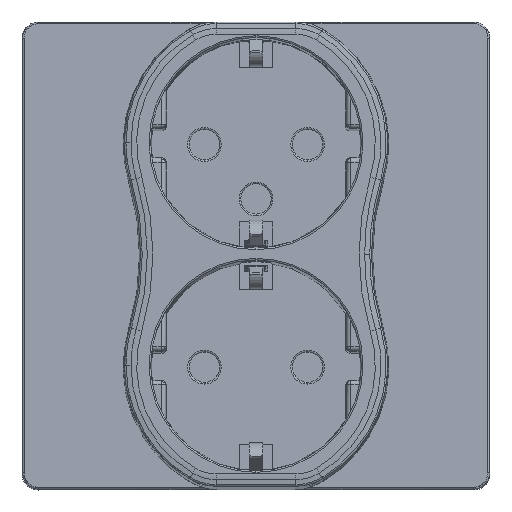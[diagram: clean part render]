
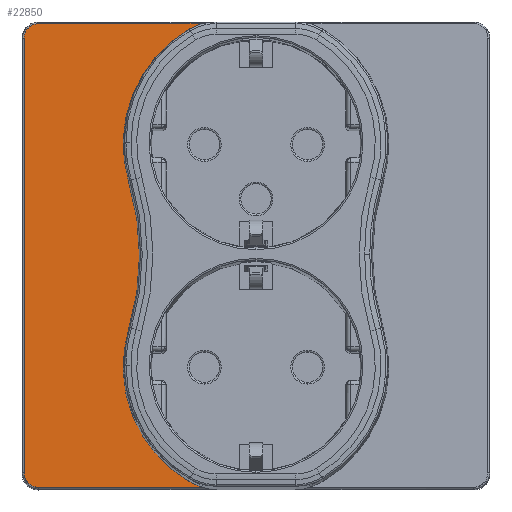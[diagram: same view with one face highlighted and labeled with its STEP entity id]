
A CAD part, top view. The second image highlights one B-rep face of the part: STEP entity #22850.
In plain terms, the highlighted planar face has unit normal (0, 0.018, 1).
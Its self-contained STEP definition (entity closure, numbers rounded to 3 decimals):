
#58 = CARTESIAN_POINT ( 'NONE',  ( -41.357, -42.16, 11.238 ) ) ;
#1112 = CARTESIAN_POINT ( 'NONE',  ( -40.702, 42.792, 9.755 ) ) ;
#1511 = DIRECTION ( 'NONE',  ( 0., -1., 0.017 ) ) ;
#1688 = CARTESIAN_POINT ( 'NONE',  ( -40.184, 42.882, 9.753 ) ) ;
#1713 = VERTEX_POINT ( 'NONE', #31705 ) ;
#2267 = CARTESIAN_POINT ( 'NONE',  ( -42.152, 41.829, 9.771 ) ) ;
#2448 = CARTESIAN_POINT ( 'NONE',  ( -42.564, -40.681, 11.212 ) ) ;
#2834 = CARTESIAN_POINT ( 'NONE',  ( -41.652, -41.963, 11.234 ) ) ;
#3813 = ORIENTED_EDGE ( 'NONE', *, *, #35857, .T. ) ;
#4103 = CARTESIAN_POINT ( 'NONE',  ( -40.446, 42.856, 9.754 ) ) ;
#4145 = CARTESIAN_POINT ( 'NONE',  ( -7.348, 33.178, 9.922 ) ) ;
#5247 = CARTESIAN_POINT ( 'NONE',  ( -42.705, 40.183, 9.8 ) ) ;
#5423 = CARTESIAN_POINT ( 'NONE',  ( -42.534, -40.766, 11.213 ) ) ;
#5458 = CARTESIAN_POINT ( 'NONE',  ( -9.571, 42.882, 9.753 ) ) ;
#5483 = VECTOR ( 'NONE', #1511, 1000. ) ;
#7010 = PLANE ( 'NONE',  #12170 ) ;
#7332 = DIRECTION ( 'NONE',  ( 0., -0.017, -1. ) ) ;
#7742 = CARTESIAN_POINT ( 'NONE',  ( -42.705, 40.183, 9.8 ) ) ;
#7836 = CARTESIAN_POINT ( 'NONE',  ( -41.364, 42.542, 9.759 ) ) ;
#8219 = CARTESIAN_POINT ( 'NONE',  ( -42.705, -39.994, 11.2 ) ) ;
#8247 = VERTEX_POINT ( 'NONE', #7742 ) ;
#8619 = CARTESIAN_POINT ( 'NONE',  ( -40.006, -42.515, 11.244 ) ) ;
#9096 = CIRCLE ( 'NONE', #19868, 24.456 ) ;
#9251 = CIRCLE ( 'NONE', #32121, 9.956 ) ;
#9863 = EDGE_CURVE ( 'NONE', #29159, #8247, #16526, .T. ) ;
#10103 = CARTESIAN_POINT ( 'NONE',  ( -40.006, 42.882, 9.753 ) ) ;
#11132 = CARTESIAN_POINT ( 'NONE',  ( -68.498, 0.183, 10.498 ) ) ;
#11446 = CARTESIAN_POINT ( 'NONE',  ( -41.664, 42.341, 9.763 ) ) ;
#12170 = AXIS2_PLACEMENT_3D ( 'NONE', #37479, #28171, #16547 ) ;
#13382 = LINE ( 'NONE', #31346, #35696 ) ;
#13799 = ORIENTED_EDGE ( 'NONE', *, *, #34697, .T. ) ;
#14557 = DIRECTION ( 'NONE',  ( 0., 1., -0.017 ) ) ;
#14578 = CARTESIAN_POINT ( 'NONE',  ( -41.789, -41.85, 11.232 ) ) ;
#14976 = CARTESIAN_POINT ( 'NONE',  ( -42.615, -40.512, 11.209 ) ) ;
#15168 = CARTESIAN_POINT ( 'NONE',  ( -42.164, -41.475, 11.226 ) ) ;
#15406 = CIRCLE ( 'NONE', #22433, 9.956 ) ;
#15445 = VERTEX_POINT ( 'NONE', #19442 ) ;
#15996 = CARTESIAN_POINT ( 'NONE',  ( -9.571, -42.515, 11.244 ) ) ;
#16002 = DIRECTION ( 'NONE',  ( 0., 1., -0.017 ) ) ;
#16526 = B_SPLINE_CURVE_WITH_KNOTS ( 'NONE', 3,
 ( #10103, #1688, #4103, #1112, #22618, #19992, #7836, #11446, #26190, #2267, #23199, #38513, #23587, #20589, #5247 ),
 .UNSPECIFIED., .F., .F.,
 ( 4, 1, 2, 2, 2, 2, 2, 4 ),
 ( 0., 0.125, 0.187, 0.25, 0.5, 0.625, 0.75, 1. ),
 .UNSPECIFIED. ) ;
#16547 = DIRECTION ( 'NONE',  ( 0., -1., 0.017 ) ) ;
#16636 = DIRECTION ( 'NONE',  ( 0., 1., -0.017 ) ) ;
#16882 = AXIS2_PLACEMENT_3D ( 'NONE', #11132, #7332, #23286 ) ;
#16991 = ORIENTED_EDGE ( 'NONE', *, *, #29109, .F. ) ;
#17349 = CARTESIAN_POINT ( 'NONE',  ( -42.705, -39.816, 11.197 ) ) ;
#18058 = CARTESIAN_POINT ( 'NONE',  ( -40.006, -42.515, 11.244 ) ) ;
#19013 = EDGE_LOOP ( 'NONE', ( #29361, #20935, #29184, #36936, #39321, #20863, #3813, #13799, #29647, #16991 ) ) ;
#19442 = CARTESIAN_POINT ( 'NONE',  ( -12.394, 41.76, 9.773 ) ) ;
#19560 = EDGE_CURVE ( 'NONE', #37316, #20814, #36518, .T. ) ;
#19868 = AXIS2_PLACEMENT_3D ( 'NONE', #31257, #34230, #16636 ) ;
#19992 = CARTESIAN_POINT ( 'NONE',  ( -40.955, 42.711, 9.756 ) ) ;
#20589 = CARTESIAN_POINT ( 'NONE',  ( -42.705, 40.54, 9.794 ) ) ;
#20814 = VERTEX_POINT ( 'NONE', #36686 ) ;
#20863 = ORIENTED_EDGE ( 'NONE', *, *, #19560, .T. ) ;
#20900 = CIRCLE ( 'NONE', #22825, 24.456 ) ;
#20935 = ORIENTED_EDGE ( 'NONE', *, *, #32906, .T. ) ;
#21062 = LINE ( 'NONE', #18058, #28374 ) ;
#21248 = EDGE_CURVE ( 'NONE', #8247, #37316, #23031, .T. ) ;
#21803 = CARTESIAN_POINT ( 'NONE',  ( 0., 20.68, 10.141 ) ) ;
#22433 = AXIS2_PLACEMENT_3D ( 'NONE', #4145, #31996, #25259 ) ;
#22618 = CARTESIAN_POINT ( 'NONE',  ( -40.871, 42.741, 9.756 ) ) ;
#22825 = AXIS2_PLACEMENT_3D ( 'NONE', #21803, #28013, #16002 ) ;
#22850 = ADVANCED_FACE ( 'NONE', ( #34325 ), #7010, .F. ) ;
#22862 = EDGE_CURVE ( 'NONE', #32402, #29159, #13382, .T. ) ;
#23031 = LINE ( 'NONE', #33861, #5483 ) ;
#23144 = CARTESIAN_POINT ( 'NONE',  ( -12.394, -41.393, 11.224 ) ) ;
#23199 = CARTESIAN_POINT ( 'NONE',  ( -42.35, 41.534, 9.777 ) ) ;
#23286 = DIRECTION ( 'NONE',  ( 0., 1., -0.017 ) ) ;
#23532 = EDGE_CURVE ( 'NONE', #31395, #1713, #9096, .T. ) ;
#23587 = CARTESIAN_POINT ( 'NONE',  ( -42.637, 40.883, 9.788 ) ) ;
#24355 = CARTESIAN_POINT ( 'NONE',  ( -23.43, 13.669, 10.263 ) ) ;
#25259 = DIRECTION ( 'NONE',  ( 0., 1., -0.017 ) ) ;
#25547 = DIRECTION ( 'NONE',  ( -1., 0., 0. ) ) ;
#26190 = CARTESIAN_POINT ( 'NONE',  ( -42.04, 41.966, 9.769 ) ) ;
#27171 = CARTESIAN_POINT ( 'NONE',  ( -41.202, -42.243, 11.239 ) ) ;
#27354 = CARTESIAN_POINT ( 'NONE',  ( -40.706, -42.447, 11.243 ) ) ;
#28013 = DIRECTION ( 'NONE',  ( 0., -0.017, -1. ) ) ;
#28171 = DIRECTION ( 'NONE',  ( 0., -0.017, -1. ) ) ;
#28374 = VECTOR ( 'NONE', #36370, 1000. ) ;
#29109 = EDGE_CURVE ( 'NONE', #34467, #1713, #34092, .T. ) ;
#29159 = VERTEX_POINT ( 'NONE', #30480 ) ;
#29184 = ORIENTED_EDGE ( 'NONE', *, *, #22862, .T. ) ;
#29361 = ORIENTED_EDGE ( 'NONE', *, *, #38035, .T. ) ;
#29564 = CARTESIAN_POINT ( 'NONE',  ( -42.68, -40.257, 11.204 ) ) ;
#29647 = ORIENTED_EDGE ( 'NONE', *, *, #23532, .T. ) ;
#30480 = CARTESIAN_POINT ( 'NONE',  ( -40.006, 42.882, 9.753 ) ) ;
#31257 = CARTESIAN_POINT ( 'NONE',  ( 0., -20.314, 10.856 ) ) ;
#31346 = CARTESIAN_POINT ( 'NONE',  ( 40.006, 42.882, 9.753 ) ) ;
#31395 = VERTEX_POINT ( 'NONE', #23144 ) ;
#31705 = CARTESIAN_POINT ( 'NONE',  ( -23.43, -13.303, 10.734 ) ) ;
#31996 = DIRECTION ( 'NONE',  ( 0., -0.017, -1. ) ) ;
#32121 = AXIS2_PLACEMENT_3D ( 'NONE', #36091, #38664, #14557 ) ;
#32135 = CARTESIAN_POINT ( 'NONE',  ( -42.705, -39.816, 11.197 ) ) ;
#32402 = VERTEX_POINT ( 'NONE', #5458 ) ;
#32906 = EDGE_CURVE ( 'NONE', #15445, #32402, #15406, .T. ) ;
#33861 = CARTESIAN_POINT ( 'NONE',  ( -42.705, 40.183, 9.8 ) ) ;
#34092 = CIRCLE ( 'NONE', #16882, 47.044 ) ;
#34230 = DIRECTION ( 'NONE',  ( 0., -0.017, -1. ) ) ;
#34325 = FACE_OUTER_BOUND ( 'NONE', #19013, .T. ) ;
#34467 = VERTEX_POINT ( 'NONE', #24355 ) ;
#34697 = EDGE_CURVE ( 'NONE', #37143, #31395, #9251, .T. ) ;
#35696 = VECTOR ( 'NONE', #25547, 1000. ) ;
#35857 = EDGE_CURVE ( 'NONE', #20814, #37143, #21062, .T. ) ;
#36091 = CARTESIAN_POINT ( 'NONE',  ( -7.348, -32.812, 11.074 ) ) ;
#36289 = CARTESIAN_POINT ( 'NONE',  ( -42.366, -41.174, 11.22 ) ) ;
#36370 = DIRECTION ( 'NONE',  ( 1., 0., 0. ) ) ;
#36518 = B_SPLINE_CURVE_WITH_KNOTS ( 'NONE', 3,
 ( #17349, #8219, #29564, #14976, #2448, #5423, #36289, #15168, #14578, #2834, #58, #27171, #27354, #39278, #8619 ),
 .UNSPECIFIED., .F., .F.,
 ( 4, 1, 2, 2, 2, 2, 2, 4 ),
 ( 0., 0.125, 0.187, 0.25, 0.5, 0.625, 0.75, 1. ),
 .UNSPECIFIED. ) ;
#36686 = CARTESIAN_POINT ( 'NONE',  ( -40.006, -42.515, 11.244 ) ) ;
#36936 = ORIENTED_EDGE ( 'NONE', *, *, #9863, .T. ) ;
#37143 = VERTEX_POINT ( 'NONE', #15996 ) ;
#37316 = VERTEX_POINT ( 'NONE', #32135 ) ;
#37479 = CARTESIAN_POINT ( 'NONE',  ( 41.915, -41.725, 11.23 ) ) ;
#38035 = EDGE_CURVE ( 'NONE', #34467, #15445, #20900, .T. ) ;
#38513 = CARTESIAN_POINT ( 'NONE',  ( -42.432, 41.379, 9.779 ) ) ;
#38664 = DIRECTION ( 'NONE',  ( 0., -0.017, -1. ) ) ;
#39278 = CARTESIAN_POINT ( 'NONE',  ( -40.362, -42.515, 11.244 ) ) ;
#39321 = ORIENTED_EDGE ( 'NONE', *, *, #21248, .T. ) ;
